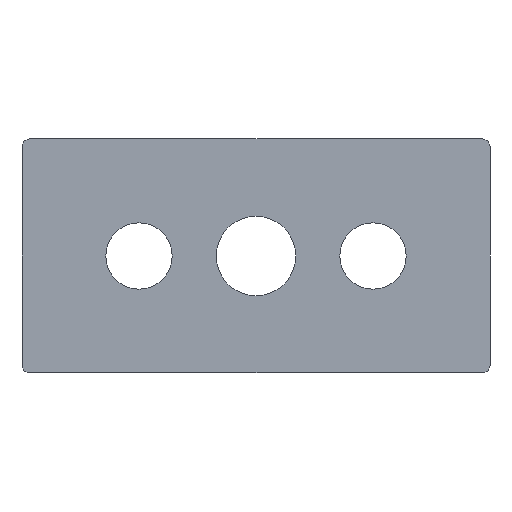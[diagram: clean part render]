
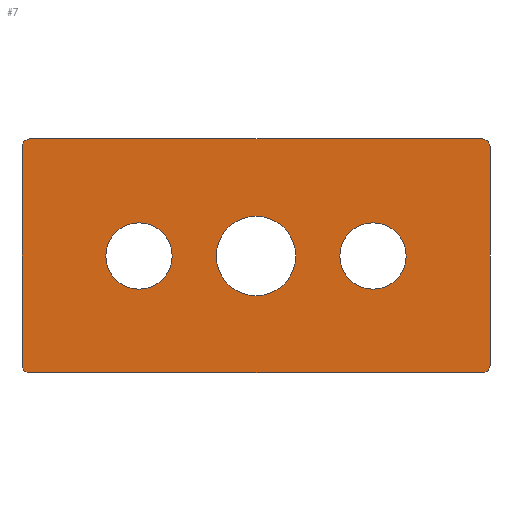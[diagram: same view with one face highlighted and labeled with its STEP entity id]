
A CAD part, front view. The second image highlights one B-rep face of the part: STEP entity #7.
In plain terms, the highlighted planar face has unit normal (0, -1, 0).
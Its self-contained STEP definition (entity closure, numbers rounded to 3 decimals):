
#7 = ADVANCED_FACE ( 'NONE', ( #256, #242, #250, #247 ), #449, .T. ) ;
#21 = LINE ( 'NONE', #215, #28 ) ;
#22 = LINE ( 'NONE', #213, #30 ) ;
#28 = VECTOR ( 'NONE', #217, 1000. ) ;
#30 = VECTOR ( 'NONE', #214, 1000. ) ;
#31 = CIRCLE ( 'NONE', #523, 1. ) ;
#35 = CIRCLE ( 'NONE', #525, 1. ) ;
#38 = VECTOR ( 'NONE', #387, 1000. ) ;
#41 = LINE ( 'NONE', #386, #38 ) ;
#42 = VECTOR ( 'NONE', #383, 1000. ) ;
#44 = CIRCLE ( 'NONE', #524, 1. ) ;
#47 = CIRCLE ( 'NONE', #518, 4.25 ) ;
#48 = CIRCLE ( 'NONE', #517, 5.1 ) ;
#52 = LINE ( 'NONE', #374, #42 ) ;
#53 = CIRCLE ( 'NONE', #516, 4.25 ) ;
#73 = CIRCLE ( 'NONE', #526, 1. ) ;
#96 = EDGE_LOOP ( 'NONE', ( #340, #339, #338, #337, #336, #335, #334, #333 ) ) ;
#103 = EDGE_LOOP ( 'NONE', ( #341 ) ) ;
#111 = VERTEX_POINT ( 'NONE', #422 ) ;
#113 = VERTEX_POINT ( 'NONE', #426 ) ;
#115 = VERTEX_POINT ( 'NONE', #427 ) ;
#116 = VERTEX_POINT ( 'NONE', #418 ) ;
#118 = VERTEX_POINT ( 'NONE', #413 ) ;
#124 = VERTEX_POINT ( 'NONE', #428 ) ;
#126 = EDGE_LOOP ( 'NONE', ( #342 ) ) ;
#128 = EDGE_LOOP ( 'NONE', ( #343 ) ) ;
#131 = CARTESIAN_POINT ( 'NONE',  ( -29., 0., 15. ) ) ;
#132 = CARTESIAN_POINT ( 'NONE',  ( 30., 0., 14. ) ) ;
#136 = CARTESIAN_POINT ( 'NONE',  ( -15., 0., -4.25 ) ) ;
#137 = CARTESIAN_POINT ( 'NONE',  ( 0., 0., -5.1 ) ) ;
#138 = CARTESIAN_POINT ( 'NONE',  ( 15., 0., -4.25 ) ) ;
#174 = CARTESIAN_POINT ( 'NONE',  ( -29., 0., 14. ) ) ;
#175 = DIRECTION ( 'NONE',  ( 0., -1., 0. ) ) ;
#176 = DIRECTION ( 'NONE',  ( 0., 0., -1. ) ) ;
#177 = CARTESIAN_POINT ( 'NONE',  ( 29., 0., 14. ) ) ;
#178 = DIRECTION ( 'NONE',  ( 0., -1., 0. ) ) ;
#179 = DIRECTION ( 'NONE',  ( 0., 0., -1. ) ) ;
#182 = CARTESIAN_POINT ( 'NONE',  ( 29., 0., -14. ) ) ;
#183 = DIRECTION ( 'NONE',  ( 0., -1., 0. ) ) ;
#184 = DIRECTION ( 'NONE',  ( 0., 0., -1. ) ) ;
#186 = CARTESIAN_POINT ( 'NONE',  ( -29., 0., -14. ) ) ;
#187 = DIRECTION ( 'NONE',  ( 0., -1., 0. ) ) ;
#188 = DIRECTION ( 'NONE',  ( 0., 0., -1. ) ) ;
#213 = CARTESIAN_POINT ( 'NONE',  ( -30., 0., 15. ) ) ;
#214 = DIRECTION ( 'NONE',  ( 0., 0., 1. ) ) ;
#215 = CARTESIAN_POINT ( 'NONE',  ( -30., 0., 15. ) ) ;
#217 = DIRECTION ( 'NONE',  ( 1., 0., 0. ) ) ;
#242 = FACE_BOUND ( 'NONE', #126, .T. ) ;
#247 = FACE_OUTER_BOUND ( 'NONE', #96, .T. ) ;
#250 = FACE_BOUND ( 'NONE', #103, .T. ) ;
#256 = FACE_BOUND ( 'NONE', #128, .T. ) ;
#266 = EDGE_CURVE ( 'NONE', #399, #399, #53, .T. ) ;
#267 = EDGE_CURVE ( 'NONE', #392, #392, #48, .T. ) ;
#268 = EDGE_CURVE ( 'NONE', #398, #398, #47, .T. ) ;
#271 = EDGE_CURVE ( 'NONE', #303, #115, #52, .T. ) ;
#273 = EDGE_CURVE ( 'NONE', #124, #111, #41, .T. ) ;
#279 = EDGE_CURVE ( 'NONE', #302, #116, #31, .T. ) ;
#280 = EDGE_CURVE ( 'NONE', #303, #113, #44, .T. ) ;
#281 = EDGE_CURVE ( 'NONE', #124, #115, #35, .T. ) ;
#282 = EDGE_CURVE ( 'NONE', #118, #111, #73, .T. ) ;
#293 = EDGE_CURVE ( 'NONE', #118, #116, #22, .T. ) ;
#294 = EDGE_CURVE ( 'NONE', #302, #113, #21, .T. ) ;
#302 = VERTEX_POINT ( 'NONE', #131 ) ;
#303 = VERTEX_POINT ( 'NONE', #132 ) ;
#333 = ORIENTED_EDGE ( 'NONE', *, *, #279, .T. ) ;
#334 = ORIENTED_EDGE ( 'NONE', *, *, #294, .F. ) ;
#335 = ORIENTED_EDGE ( 'NONE', *, *, #280, .T. ) ;
#336 = ORIENTED_EDGE ( 'NONE', *, *, #271, .F. ) ;
#337 = ORIENTED_EDGE ( 'NONE', *, *, #281, .T. ) ;
#338 = ORIENTED_EDGE ( 'NONE', *, *, #273, .F. ) ;
#339 = ORIENTED_EDGE ( 'NONE', *, *, #282, .T. ) ;
#340 = ORIENTED_EDGE ( 'NONE', *, *, #293, .F. ) ;
#341 = ORIENTED_EDGE ( 'NONE', *, *, #267, .F. ) ;
#342 = ORIENTED_EDGE ( 'NONE', *, *, #266, .F. ) ;
#343 = ORIENTED_EDGE ( 'NONE', *, *, #268, .F. ) ;
#371 = CARTESIAN_POINT ( 'NONE',  ( -15., 0., 0. ) ) ;
#372 = DIRECTION ( 'NONE',  ( 0., -1., 0. ) ) ;
#373 = DIRECTION ( 'NONE',  ( 0., 0., -1. ) ) ;
#374 = CARTESIAN_POINT ( 'NONE',  ( 30., 0., 15. ) ) ;
#375 = CARTESIAN_POINT ( 'NONE',  ( 0., 0., 0. ) ) ;
#376 = DIRECTION ( 'NONE',  ( 0., -1., 0. ) ) ;
#377 = DIRECTION ( 'NONE',  ( 0., 0., -1. ) ) ;
#378 = CARTESIAN_POINT ( 'NONE',  ( 15., 0., 0. ) ) ;
#379 = DIRECTION ( 'NONE',  ( 0., -1., 0. ) ) ;
#380 = DIRECTION ( 'NONE',  ( 0., 0., -1. ) ) ;
#383 = DIRECTION ( 'NONE',  ( 0., 0., -1. ) ) ;
#386 = CARTESIAN_POINT ( 'NONE',  ( -30., 0., -15. ) ) ;
#387 = DIRECTION ( 'NONE',  ( -1., 0., 0. ) ) ;
#392 = VERTEX_POINT ( 'NONE', #137 ) ;
#398 = VERTEX_POINT ( 'NONE', #138 ) ;
#399 = VERTEX_POINT ( 'NONE', #136 ) ;
#413 = CARTESIAN_POINT ( 'NONE',  ( -30., 0., -14. ) ) ;
#418 = CARTESIAN_POINT ( 'NONE',  ( -30., 0., 14. ) ) ;
#422 = CARTESIAN_POINT ( 'NONE',  ( -29., 0., -15. ) ) ;
#426 = CARTESIAN_POINT ( 'NONE',  ( 29., 0., 15. ) ) ;
#427 = CARTESIAN_POINT ( 'NONE',  ( 30., 0., -14. ) ) ;
#428 = CARTESIAN_POINT ( 'NONE',  ( 29., 0., -15. ) ) ;
#449 = PLANE ( 'NONE',  #496 ) ;
#454 = DIRECTION ( 'NONE',  ( 0., -1., 0. ) ) ;
#456 = CARTESIAN_POINT ( 'NONE',  ( -30., 0., -15. ) ) ;
#457 = DIRECTION ( 'NONE',  ( 0., 0., -1. ) ) ;
#496 = AXIS2_PLACEMENT_3D ( 'NONE', #456, #454, #457 ) ;
#516 = AXIS2_PLACEMENT_3D ( 'NONE', #371, #372, #373 ) ;
#517 = AXIS2_PLACEMENT_3D ( 'NONE', #375, #376, #377 ) ;
#518 = AXIS2_PLACEMENT_3D ( 'NONE', #378, #379, #380 ) ;
#523 = AXIS2_PLACEMENT_3D ( 'NONE', #174, #175, #176 ) ;
#524 = AXIS2_PLACEMENT_3D ( 'NONE', #177, #178, #179 ) ;
#525 = AXIS2_PLACEMENT_3D ( 'NONE', #182, #183, #184 ) ;
#526 = AXIS2_PLACEMENT_3D ( 'NONE', #186, #187, #188 ) ;
